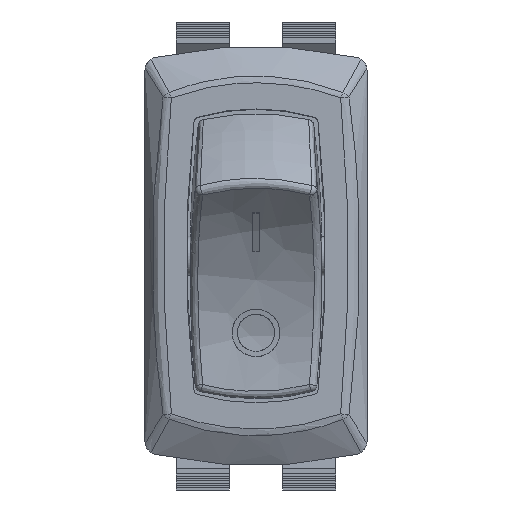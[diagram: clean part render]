
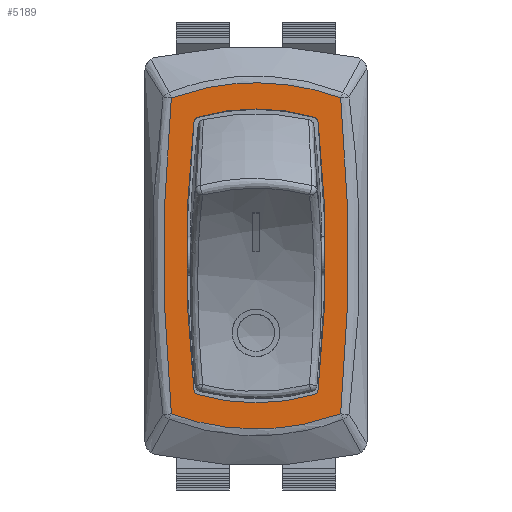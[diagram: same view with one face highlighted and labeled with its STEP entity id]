
A CAD part, top view. The second image highlights one B-rep face of the part: STEP entity #5189.
In plain terms, the highlighted planar face has unit normal (0, 0, 1).
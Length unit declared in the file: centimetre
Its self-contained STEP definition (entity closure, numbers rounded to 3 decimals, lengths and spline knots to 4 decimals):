
#29=FACE_BOUND('',#863,.T.);
#147=CIRCLE('',#5548,0.05);
#149=CIRCLE('',#5551,1.5665);
#151=CIRCLE('',#5554,0.05);
#153=CIRCLE('',#5557,8.815);
#155=CIRCLE('',#5560,0.05);
#157=CIRCLE('',#5563,1.5665);
#159=CIRCLE('',#5566,0.05);
#181=CIRCLE('',#5602,8.815);
#303=PLANE('',#5601);
#570=FACE_OUTER_BOUND('',#862,.T.);
#862=EDGE_LOOP('',(#4423,#4424,#4425,#4426));
#863=EDGE_LOOP('',(#4427,#4428,#4429,#4430,#4431,#4432,#4433,#4434));
#2121=B_SPLINE_CURVE_WITH_KNOTS('',3,(#8920,#8921,#8922,#8923,#8924),
 .UNSPECIFIED.,.F.,.F.,(4,1,4),(0.0301,0.5846,1.324),
 .UNSPECIFIED.);
#2123=B_SPLINE_CURVE_WITH_KNOTS('',3,(#8961,#8962,#8963,#8964,#8965,#8966),
 .UNSPECIFIED.,.F.,.F.,(4,1,1,4),(0.0432,1.0633,1.7433,
2.4234),.UNSPECIFIED.);
#2127=B_SPLINE_CURVE_WITH_KNOTS('',3,(#9027,#9028,#9029,#9030,#9031,#9032),
 .UNSPECIFIED.,.F.,.F.,(4,1,1,4),(0.0432,1.0633,1.7433,
2.4234),.UNSPECIFIED.);
#2129=B_SPLINE_CURVE_WITH_KNOTS('',3,(#9058,#9059,#9060,#9061,#9062),
 .UNSPECIFIED.,.F.,.F.,(4,1,4),(0.0301,0.5846,1.324),
 .UNSPECIFIED.);
#2499=VERTEX_POINT('',#8610);
#2500=VERTEX_POINT('',#8612);
#2502=VERTEX_POINT('',#8618);
#2504=VERTEX_POINT('',#8624);
#2506=VERTEX_POINT('',#8630);
#2510=VERTEX_POINT('',#8674);
#2512=VERTEX_POINT('',#8680);
#2514=VERTEX_POINT('',#8686);
#2533=VERTEX_POINT('',#8806);
#2538=VERTEX_POINT('',#8816);
#2540=VERTEX_POINT('',#8821);
#2548=VERTEX_POINT('',#8865);
#3136=EDGE_CURVE('',#2499,#2500,#147,.T.);
#3140=EDGE_CURVE('',#2499,#2502,#149,.T.);
#3143=EDGE_CURVE('',#2504,#2502,#151,.T.);
#3146=EDGE_CURVE('',#2504,#2506,#153,.T.);
#3151=EDGE_CURVE('',#2510,#2506,#155,.T.);
#3154=EDGE_CURVE('',#2510,#2512,#157,.T.);
#3157=EDGE_CURVE('',#2514,#2512,#159,.T.);
#3198=EDGE_CURVE('',#2540,#2548,#2121,.T.);
#3200=EDGE_CURVE('',#2548,#2538,#2123,.T.);
#3204=EDGE_CURVE('',#2533,#2540,#2127,.T.);
#3206=EDGE_CURVE('',#2538,#2533,#2129,.T.);
#3229=EDGE_CURVE('',#2514,#2500,#181,.T.);
#4423=ORIENTED_EDGE('',*,*,#3198,.F.);
#4424=ORIENTED_EDGE('',*,*,#3204,.F.);
#4425=ORIENTED_EDGE('',*,*,#3206,.F.);
#4426=ORIENTED_EDGE('',*,*,#3200,.F.);
#4427=ORIENTED_EDGE('',*,*,#3154,.T.);
#4428=ORIENTED_EDGE('',*,*,#3157,.F.);
#4429=ORIENTED_EDGE('',*,*,#3229,.T.);
#4430=ORIENTED_EDGE('',*,*,#3136,.F.);
#4431=ORIENTED_EDGE('',*,*,#3140,.T.);
#4432=ORIENTED_EDGE('',*,*,#3143,.F.);
#4433=ORIENTED_EDGE('',*,*,#3146,.T.);
#4434=ORIENTED_EDGE('',*,*,#3151,.F.);
#5189=ADVANCED_FACE('',(#570,#29),#303,.T.);
#5548=AXIS2_PLACEMENT_3D('',#8613,#6516,#6517);
#5551=AXIS2_PLACEMENT_3D('',#8620,#6524,#6525);
#5554=AXIS2_PLACEMENT_3D('',#8626,#6531,#6532);
#5557=AXIS2_PLACEMENT_3D('',#8632,#6538,#6539);
#5560=AXIS2_PLACEMENT_3D('',#8676,#6545,#6546);
#5563=AXIS2_PLACEMENT_3D('',#8682,#6552,#6553);
#5566=AXIS2_PLACEMENT_3D('',#8688,#6559,#6560);
#5601=AXIS2_PLACEMENT_3D('',#9179,#6651,#6652);
#5602=AXIS2_PLACEMENT_3D('',#9180,#6653,#6654);
#6516=DIRECTION('center_axis',(0.,0.,
1.));
#6517=DIRECTION('ref_axis',(-0.763,0.646,0.));
#6524=DIRECTION('center_axis',(0.,0.,
-1.));
#6525=DIRECTION('ref_axis',(-0.296,-0.955,0.));
#6531=DIRECTION('center_axis',(0.,0.,
1.));
#6532=DIRECTION('ref_axis',(0.763,0.646,0.));
#6538=DIRECTION('center_axis',(0.,0.,
-1.));
#6539=DIRECTION('ref_axis',(-0.993,0.117,0.));
#6545=DIRECTION('center_axis',(0.,0.,
1.));
#6546=DIRECTION('ref_axis',(0.763,-0.646,0.));
#6552=DIRECTION('center_axis',(0.,0.,
-1.));
#6553=DIRECTION('ref_axis',(0.296,0.955,0.));
#6559=DIRECTION('center_axis',(0.,0.,
1.));
#6560=DIRECTION('ref_axis',(-0.763,-0.646,0.));
#6651=DIRECTION('center_axis',(0.,0.,
1.));
#6652=DIRECTION('ref_axis',(1.,0.,0.));
#6653=DIRECTION('center_axis',(0.,0.,
-1.));
#6654=DIRECTION('ref_axis',(0.993,-0.117,0.));
#8610=CARTESIAN_POINT('',(0.3219,0.3839,0.2));
#8612=CARTESIAN_POINT('',(0.286,0.3416,0.2));
#8613=CARTESIAN_POINT('Origin',(0.3357,0.3359,0.2));
#8618=CARTESIAN_POINT('',(1.1859,0.3839,0.2));
#8620=CARTESIAN_POINT('Origin',(0.7539,-1.1219,0.2));
#8624=CARTESIAN_POINT('',(1.2218,0.3416,0.2));
#8626=CARTESIAN_POINT('Origin',(1.1721,0.3359,0.2));
#8630=CARTESIAN_POINT('',(1.2218,-1.6622,0.2));
#8632=CARTESIAN_POINT('Origin',(-7.5361,-0.6603,0.2));
#8674=CARTESIAN_POINT('',(1.1859,-1.7046,0.2));
#8676=CARTESIAN_POINT('Origin',(1.1721,-1.6565,0.2));
#8680=CARTESIAN_POINT('',(0.3219,-1.7046,0.2));
#8682=CARTESIAN_POINT('Origin',(0.7539,-0.1988,0.2));
#8686=CARTESIAN_POINT('',(0.286,-1.6622,0.2));
#8688=CARTESIAN_POINT('Origin',(0.3357,-1.6565,0.2));
#8806=CARTESIAN_POINT('',(1.3907,0.5282,0.2));
#8816=CARTESIAN_POINT('',(0.117,0.5282,0.2));
#8821=CARTESIAN_POINT('',(1.3907,-1.8488,0.2));
#8865=CARTESIAN_POINT('',(0.117,-1.8488,0.2));
#8920=CARTESIAN_POINT('Ctrl Pts',(1.3907,-1.8488,0.2));
#8921=CARTESIAN_POINT('Ctrl Pts',(1.2174,-1.9131,0.2));
#8922=CARTESIAN_POINT('Ctrl Pts',(0.7874,-2.0004,0.2));
#8923=CARTESIAN_POINT('Ctrl Pts',(0.3484,-1.9346,0.2));
#8924=CARTESIAN_POINT('Ctrl Pts',(0.117,-1.8488,0.2));
#8961=CARTESIAN_POINT('Ctrl Pts',(0.117,-1.8488,0.2));
#8962=CARTESIAN_POINT('Ctrl Pts',(0.0811,-1.5107,
0.2));
#8963=CARTESIAN_POINT('Ctrl Pts',(0.0574,-0.9436,
0.2));
#8964=CARTESIAN_POINT('Ctrl Pts',(0.0648,-0.1503,
0.2));
#8965=CARTESIAN_POINT('Ctrl Pts',(0.093,0.3027,
0.2));
#8966=CARTESIAN_POINT('Ctrl Pts',(0.117,0.5282,0.2));
#9027=CARTESIAN_POINT('Ctrl Pts',(1.3907,0.5282,0.2));
#9028=CARTESIAN_POINT('Ctrl Pts',(1.4267,0.19,0.2));
#9029=CARTESIAN_POINT('Ctrl Pts',(1.4503,-0.377,0.2));
#9030=CARTESIAN_POINT('Ctrl Pts',(1.4429,-1.1704,0.2));
#9031=CARTESIAN_POINT('Ctrl Pts',(1.4147,-1.6234,0.2));
#9032=CARTESIAN_POINT('Ctrl Pts',(1.3907,-1.8488,0.2));
#9058=CARTESIAN_POINT('Ctrl Pts',(0.117,0.5282,0.2));
#9059=CARTESIAN_POINT('Ctrl Pts',(0.2903,0.5924,0.2));
#9060=CARTESIAN_POINT('Ctrl Pts',(0.7203,0.6798,0.2));
#9061=CARTESIAN_POINT('Ctrl Pts',(1.1594,0.614,0.2));
#9062=CARTESIAN_POINT('Ctrl Pts',(1.3907,0.5282,0.2));
#9179=CARTESIAN_POINT('Origin',(0.7539,-0.6603,0.2));
#9180=CARTESIAN_POINT('Origin',(9.0439,-0.6603,0.2));
